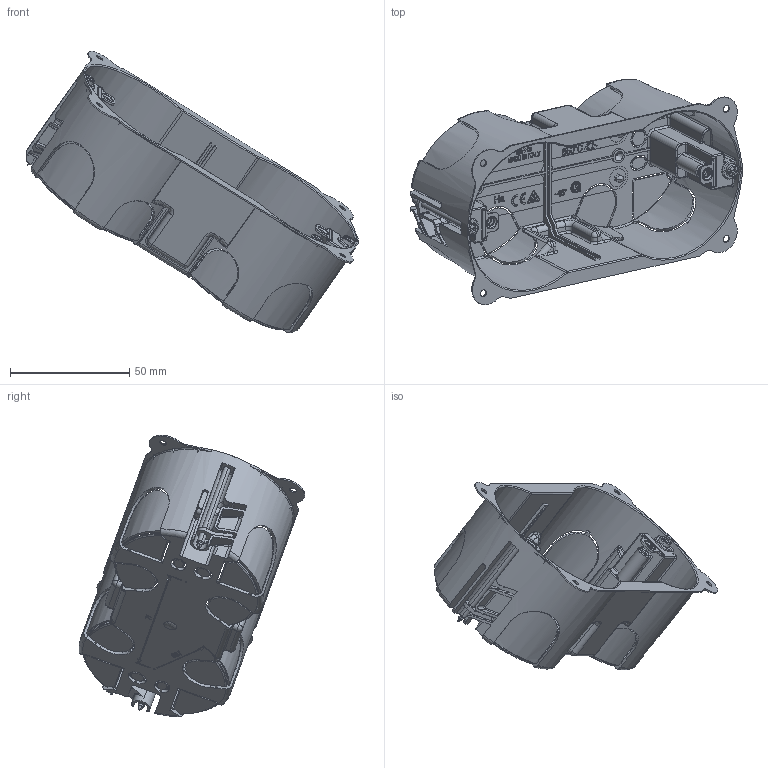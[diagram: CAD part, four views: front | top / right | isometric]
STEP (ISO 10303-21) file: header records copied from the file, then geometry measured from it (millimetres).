
FILE_DESCRIPTION(('CATIA V5 STEP Exchange'),'2;1');
FILE_NAME('254CGPR.stp','2025-02-26T08:43:12+00:00',('none'),('none'),'CATIA Version 5-6 Release 2016 SP6','CATIA V5 STEP AP203','none');
FILE_SCHEMA(('CONFIG_CONTROL_DESIGN'));
Products named in the file (1): STP
Assembly tree (7 placements, depth 2):
  STP
    #57
    #82755  x2
    #86661  x2
    #88189  x2
Bounding box: 139.3 x 94.8 x 118.21 mm (x, y, z)
Volume: 34426.5 mm3; surface area: 62026.9 mm2
Topology: 22 solids, 22 shells, 2818 faces, 8008 edges, 5136 vertices
Faces by surface type: plane 1684, cylinder 702, torus 168, cone 92, bspline 70, sphere 60, extrusion 42
Entity records: 88716 total; most frequent: CARTESIAN_POINT 24617, ORIENTED_EDGE 14834, DIRECTION 10610, EDGE_CURVE 7417, VECTOR 5040, LINE 5008, VERTEX_POINT 4798, AXIS2_PLACEMENT_3D 3544
